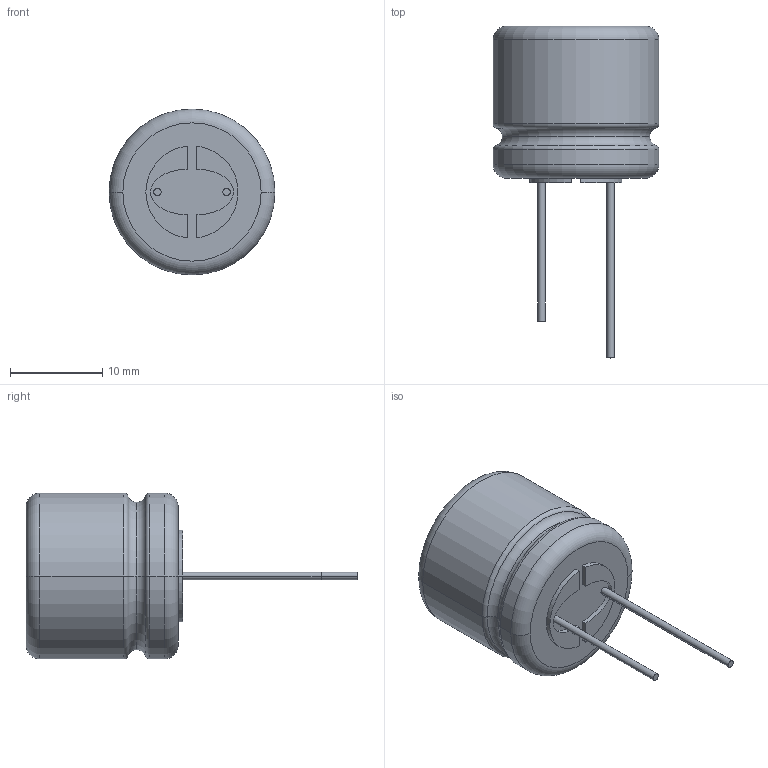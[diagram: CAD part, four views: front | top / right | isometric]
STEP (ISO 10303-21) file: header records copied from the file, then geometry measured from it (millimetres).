
FILE_DESCRIPTION (( 'STEP AP214' ), '1' );
FILE_NAME ('UPM1H471MHD6TN.STEP', '2020-08-27T09:33:28', ( '' ), ( '' ), 'SwSTEP 2.0', 'SolidWorks 2017', '' );
FILE_SCHEMA (( 'AUTOMOTIVE_DESIGN' ));
Length unit declared in the file: millimetre
Products named in the file (1): UPM1H471MHD6TN
Bounding box: 18 x 36 x 18 mm (x, y, z)
Volume: 4094.5 mm3; surface area: 1664.5 mm2
Topology: 6 solids, 6 shells, 48 faces, 91 edges, 56 vertices
Faces by surface type: plane 17, cylinder 15, torus 12, bspline 4
Entity records: 1306 total; most frequent: CARTESIAN_POINT 248, DIRECTION 225, ORIENTED_EDGE 182, AXIS2_PLACEMENT_3D 97, EDGE_CURVE 91, VERTEX_POINT 56, CIRCLE 52, EDGE_LOOP 49
